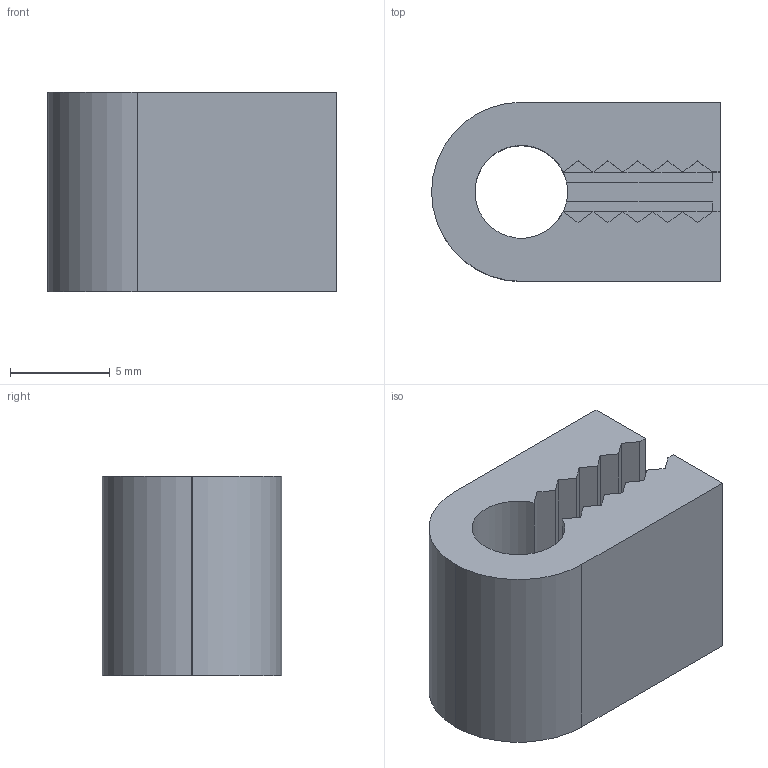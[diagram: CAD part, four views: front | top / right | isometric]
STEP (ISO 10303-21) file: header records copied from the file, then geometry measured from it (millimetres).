
FILE_DESCRIPTION(('FreeCAD Model'),'2;1');
FILE_NAME('Open CASCADE Shape Model','2025-10-26T10:44:10',(''),(''), 'Open CASCADE STEP processor 7.8','FreeCAD','Unknown');
FILE_SCHEMA(('AUTOMOTIVE_DESIGN { 1 0 10303 214 1 1 1 1 }'));
Length unit declared in the file: millimetre
Products named in the file (1): Body
Bounding box: 14.5 x 9 x 10 mm (x, y, z)
Volume: 930 mm3; surface area: 879.2 mm2
Topology: 1 solids, 1 shells, 45 faces, 112 edges, 68 vertices
Faces by surface type: plane 41, cylinder 4
Full cylindrical faces by diameter (mm): 4.658 x1
Entity records: 1323 total; most frequent: CARTESIAN_POINT 226, ORIENTED_EDGE 224, DIRECTION 215, EDGE_CURVE 112, LINE 101, VECTOR 101, VERTEX_POINT 68, AXIS2_PLACEMENT_3D 57
